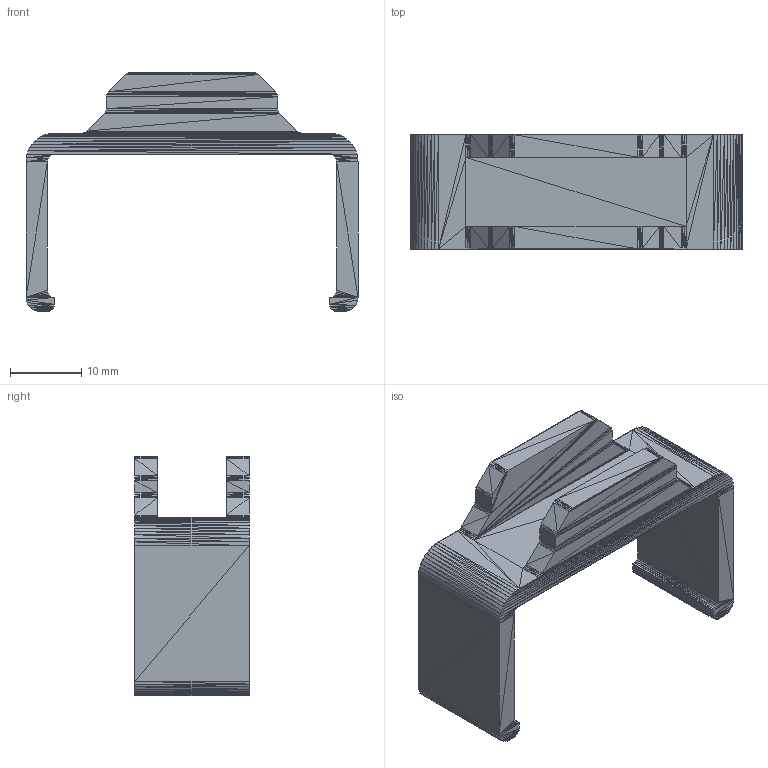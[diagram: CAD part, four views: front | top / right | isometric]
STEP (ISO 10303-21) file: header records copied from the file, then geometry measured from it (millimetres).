
FILE_DESCRIPTION((''),'2;1');
FILE_NAME('Arm Cable Holder', '2026-01-31T14:29:22', (''), (''), 'ImageToStl.com STEP Converter','', '');
FILE_SCHEMA(('AUTOMOTIVE_DESIGN_CC2'));
Length unit declared in the file: metre
Products named in the file (1): product0
Bounding box: 46.5 x 16 x 33.5 mm (x, y, z)
Surface area: 4342.7 mm2 (no closed solid volume)
Topology: 0 solids, 596 shells, 596 faces, 1788 edges, 300 vertices
Faces by surface type: plane 596
Entity records: 13740 total; most frequent: DIRECTION 2982, ORIENTED_EDGE 1788, EDGE_CURVE 1788, LINE 1788, VECTOR 1788, AXIS2_PLACEMENT_3D 597, FACE_SURFACE 596, PLANE 596
